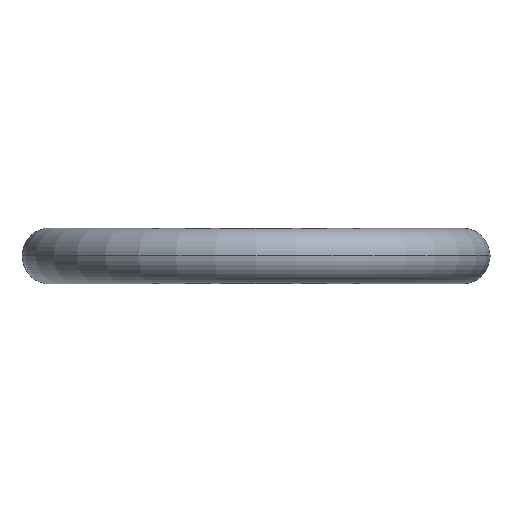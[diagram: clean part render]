
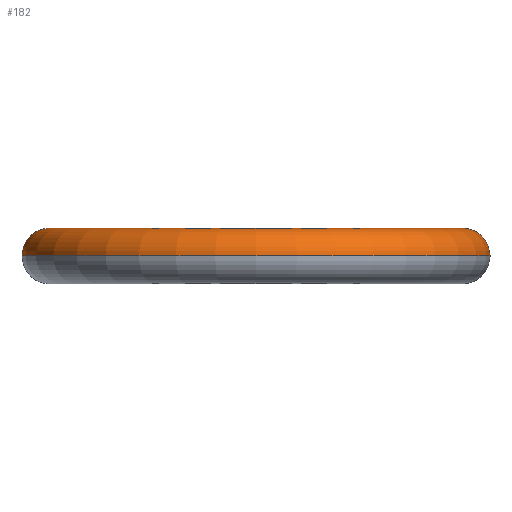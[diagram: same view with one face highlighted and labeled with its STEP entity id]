
A CAD part, front view. The second image highlights one B-rep face of the part: STEP entity #182.
In plain terms, the highlighted toroidal (fillet/blend) face has major radius 104 mm and minor radius 14 mm.
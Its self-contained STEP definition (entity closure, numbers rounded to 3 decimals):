
#118=CARTESIAN_POINT('Vertex',(-90.,-80.,0.)) ;
#125=CARTESIAN_POINT('Vertex',(-118.,-80.,0.)) ;
#140=CARTESIAN_POINT('Axis2P3D Location',(-104.,-80.,0.)) ;
#152=CARTESIAN_POINT('Axis2P3D Location',(0.,-80.,0.)) ;
#157=CARTESIAN_POINT('Axis2P3D Location',(104.,-80.,0.)) ;
#161=CARTESIAN_POINT('Vertex',(118.,-80.,0.)) ;
#163=CARTESIAN_POINT('Vertex',(90.,-80.,0.)) ;
#166=CARTESIAN_POINT('Axis2P3D Location',(0.,-80.,0.)) ;
#171=CARTESIAN_POINT('Axis2P3D Location',(0.,-80.,0.)) ;
#141=DIRECTION('Axis2P3D Direction',(0.,1.,-0.)) ;
#153=DIRECTION('Axis2P3D Direction',(0.,0.,1.)) ;
#154=DIRECTION('Axis2P3D XDirection',(-1.,0.,0.)) ;
#158=DIRECTION('Axis2P3D Direction',(0.,-1.,0.)) ;
#167=DIRECTION('Axis2P3D Direction',(0.,0.,1.)) ;
#172=DIRECTION('Axis2P3D Direction',(0.,0.,1.)) ;
#142=AXIS2_PLACEMENT_3D('Circle Axis2P3D',#140,#141,$) ;
#155=AXIS2_PLACEMENT_3D('Torus Axis2P3D',#152,#153,#154) ;
#159=AXIS2_PLACEMENT_3D('Circle Axis2P3D',#157,#158,$) ;
#168=AXIS2_PLACEMENT_3D('Circle Axis2P3D',#166,#167,$) ;
#173=AXIS2_PLACEMENT_3D('Circle Axis2P3D',#171,#172,$) ;
#177=ORIENTED_EDGE('',*,*,#165,.T.) ;
#178=ORIENTED_EDGE('',*,*,#170,.F.) ;
#179=ORIENTED_EDGE('',*,*,#144,.F.) ;
#180=ORIENTED_EDGE('',*,*,#175,.T.) ;
#182=ADVANCED_FACE('\X2\51434EF6672C9AD4\X0\',(#181),#156,.T.) ;
#143=CIRCLE('generated circle',#142,14.) ;
#160=CIRCLE('generated circle',#159,14.) ;
#169=CIRCLE('generated circle',#168,90.) ;
#174=CIRCLE('generated circle',#173,118.) ;
#156=TOROIDAL_SURFACE('homeo Torus',#155,104.,14.) ;
#144=EDGE_CURVE('',#126,#119,#143,.T.) ;
#165=EDGE_CURVE('',#162,#164,#160,.T.) ;
#170=EDGE_CURVE('',#119,#164,#169,.T.) ;
#175=EDGE_CURVE('',#126,#162,#174,.T.) ;
#176=EDGE_LOOP('',(#177,#178,#179,#180)) ;
#181=FACE_OUTER_BOUND('',#176,.T.) ;
#119=VERTEX_POINT('',#118) ;
#126=VERTEX_POINT('',#125) ;
#162=VERTEX_POINT('',#161) ;
#164=VERTEX_POINT('',#163) ;
